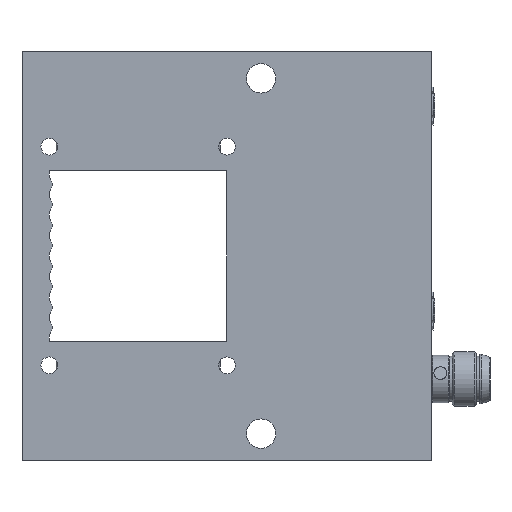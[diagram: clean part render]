
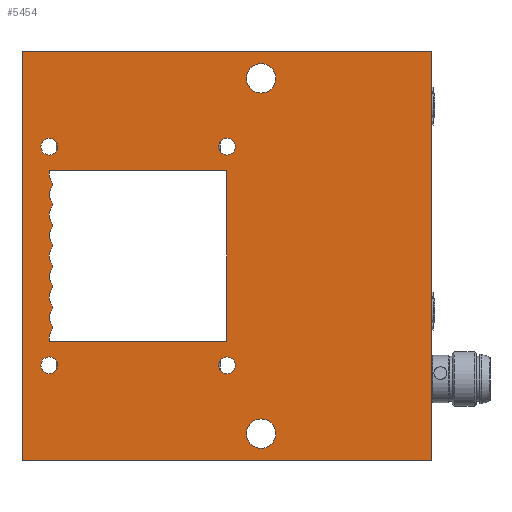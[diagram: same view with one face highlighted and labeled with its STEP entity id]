
A CAD part, left-side view. The second image highlights one B-rep face of the part: STEP entity #5454.
In plain terms, the highlighted planar face has unit normal (-1, 0, 0).
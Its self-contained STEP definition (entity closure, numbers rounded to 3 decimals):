
#286=LINE('',#8630,#708);
#297=LINE('',#8655,#719);
#299=LINE('',#8659,#721);
#300=LINE('',#8661,#722);
#301=LINE('',#8662,#723);
#302=LINE('',#8664,#724);
#303=LINE('',#8666,#725);
#304=LINE('',#8670,#726);
#305=LINE('',#8674,#727);
#306=LINE('',#8678,#728);
#307=LINE('',#8682,#729);
#308=LINE('',#8686,#730);
#309=LINE('',#8690,#731);
#310=LINE('',#8694,#732);
#311=LINE('',#8698,#733);
#708=VECTOR('',#6951,25.936);
#719=VECTOR('',#6970,60.);
#721=VECTOR('',#6974,60.);
#722=VECTOR('',#6975,60.);
#723=VECTOR('',#6976,60.);
#724=VECTOR('',#6977,25.);
#725=VECTOR('',#6978,25.936);
#726=VECTOR('',#6981,0.354);
#727=VECTOR('',#6984,0.354);
#728=VECTOR('',#6987,0.354);
#729=VECTOR('',#6990,0.354);
#730=VECTOR('',#6993,0.354);
#731=VECTOR('',#6996,0.354);
#732=VECTOR('',#6999,0.354);
#733=VECTOR('',#7002,0.354);
#959=FACE_BOUND('',#1930,.T.);
#960=FACE_BOUND('',#1931,.T.);
#961=FACE_BOUND('',#1932,.T.);
#962=FACE_BOUND('',#1933,.T.);
#963=FACE_BOUND('',#1934,.T.);
#964=FACE_BOUND('',#1935,.T.);
#965=FACE_BOUND('',#1936,.T.);
#1282=PLANE('',#5902);
#1538=FACE_OUTER_BOUND('',#1929,.T.);
#1929=EDGE_LOOP('',(#4252,#4253,#4254,#4255));
#1930=EDGE_LOOP('',(#4256,#4257,#4258,#4259,#4260,#4261,#4262,#4263,#4264,
#4265,#4266,#4267,#4268,#4269,#4270,#4271,#4272,#4273,#4274,#4275));
#1931=EDGE_LOOP('',(#4276));
#1932=EDGE_LOOP('',(#4277));
#1933=EDGE_LOOP('',(#4278));
#1934=EDGE_LOOP('',(#4279));
#1935=EDGE_LOOP('',(#4280));
#1936=EDGE_LOOP('',(#4281));
#2283=CIRCLE('',#5903,2.);
#2284=CIRCLE('',#5904,2.);
#2285=CIRCLE('',#5905,2.);
#2286=CIRCLE('',#5906,2.);
#2287=CIRCLE('',#5907,2.);
#2288=CIRCLE('',#5908,2.);
#2289=CIRCLE('',#5909,2.);
#2290=CIRCLE('',#5910,2.);
#2291=CIRCLE('',#5911,2.);
#2292=CIRCLE('',#5912,1.23);
#2293=CIRCLE('',#5913,1.23);
#2294=CIRCLE('',#5914,2.15);
#2295=CIRCLE('',#5915,2.15);
#2296=CIRCLE('',#5916,1.23);
#2297=CIRCLE('',#5917,1.23);
#2642=VERTEX_POINT('',#8625);
#2643=VERTEX_POINT('',#8628);
#2652=VERTEX_POINT('',#8652);
#2653=VERTEX_POINT('',#8654);
#2654=VERTEX_POINT('',#8658);
#2655=VERTEX_POINT('',#8660);
#2656=VERTEX_POINT('',#8663);
#2657=VERTEX_POINT('',#8665);
#2658=VERTEX_POINT('',#8667);
#2659=VERTEX_POINT('',#8669);
#2660=VERTEX_POINT('',#8671);
#2661=VERTEX_POINT('',#8673);
#2662=VERTEX_POINT('',#8675);
#2663=VERTEX_POINT('',#8677);
#2664=VERTEX_POINT('',#8679);
#2665=VERTEX_POINT('',#8681);
#2666=VERTEX_POINT('',#8683);
#2667=VERTEX_POINT('',#8685);
#2668=VERTEX_POINT('',#8687);
#2669=VERTEX_POINT('',#8689);
#2670=VERTEX_POINT('',#8691);
#2671=VERTEX_POINT('',#8693);
#2672=VERTEX_POINT('',#8695);
#2673=VERTEX_POINT('',#8697);
#2674=VERTEX_POINT('',#8700);
#2675=VERTEX_POINT('',#8702);
#2676=VERTEX_POINT('',#8704);
#2677=VERTEX_POINT('',#8706);
#2678=VERTEX_POINT('',#8708);
#2679=VERTEX_POINT('',#8710);
#3225=EDGE_CURVE('',#2642,#2643,#286,.T.);
#3236=EDGE_CURVE('',#2652,#2653,#297,.T.);
#3238=EDGE_CURVE('',#2652,#2654,#299,.T.);
#3239=EDGE_CURVE('',#2654,#2655,#300,.T.);
#3240=EDGE_CURVE('',#2653,#2655,#301,.T.);
#3241=EDGE_CURVE('',#2643,#2656,#302,.T.);
#3242=EDGE_CURVE('',#2657,#2656,#303,.T.);
#3243=EDGE_CURVE('',#2657,#2658,#2283,.T.);
#3244=EDGE_CURVE('',#2658,#2659,#304,.T.);
#3245=EDGE_CURVE('',#2659,#2660,#2284,.T.);
#3246=EDGE_CURVE('',#2660,#2661,#305,.T.);
#3247=EDGE_CURVE('',#2661,#2662,#2285,.T.);
#3248=EDGE_CURVE('',#2662,#2663,#306,.T.);
#3249=EDGE_CURVE('',#2663,#2664,#2286,.T.);
#3250=EDGE_CURVE('',#2664,#2665,#307,.T.);
#3251=EDGE_CURVE('',#2665,#2666,#2287,.T.);
#3252=EDGE_CURVE('',#2666,#2667,#308,.T.);
#3253=EDGE_CURVE('',#2667,#2668,#2288,.T.);
#3254=EDGE_CURVE('',#2668,#2669,#309,.T.);
#3255=EDGE_CURVE('',#2669,#2670,#2289,.T.);
#3256=EDGE_CURVE('',#2670,#2671,#310,.T.);
#3257=EDGE_CURVE('',#2671,#2672,#2290,.T.);
#3258=EDGE_CURVE('',#2672,#2673,#311,.T.);
#3259=EDGE_CURVE('',#2673,#2642,#2291,.T.);
#3260=EDGE_CURVE('',#2674,#2674,#2292,.T.);
#3261=EDGE_CURVE('',#2675,#2675,#2293,.T.);
#3262=EDGE_CURVE('',#2676,#2676,#2294,.T.);
#3263=EDGE_CURVE('',#2677,#2677,#2295,.T.);
#3264=EDGE_CURVE('',#2678,#2678,#2296,.T.);
#3265=EDGE_CURVE('',#2679,#2679,#2297,.T.);
#4252=ORIENTED_EDGE('',*,*,#3236,.F.);
#4253=ORIENTED_EDGE('',*,*,#3238,.T.);
#4254=ORIENTED_EDGE('',*,*,#3239,.T.);
#4255=ORIENTED_EDGE('',*,*,#3240,.F.);
#4256=ORIENTED_EDGE('',*,*,#3225,.T.);
#4257=ORIENTED_EDGE('',*,*,#3241,.T.);
#4258=ORIENTED_EDGE('',*,*,#3242,.F.);
#4259=ORIENTED_EDGE('',*,*,#3243,.T.);
#4260=ORIENTED_EDGE('',*,*,#3244,.T.);
#4261=ORIENTED_EDGE('',*,*,#3245,.T.);
#4262=ORIENTED_EDGE('',*,*,#3246,.T.);
#4263=ORIENTED_EDGE('',*,*,#3247,.T.);
#4264=ORIENTED_EDGE('',*,*,#3248,.T.);
#4265=ORIENTED_EDGE('',*,*,#3249,.T.);
#4266=ORIENTED_EDGE('',*,*,#3250,.T.);
#4267=ORIENTED_EDGE('',*,*,#3251,.T.);
#4268=ORIENTED_EDGE('',*,*,#3252,.T.);
#4269=ORIENTED_EDGE('',*,*,#3253,.T.);
#4270=ORIENTED_EDGE('',*,*,#3254,.T.);
#4271=ORIENTED_EDGE('',*,*,#3255,.T.);
#4272=ORIENTED_EDGE('',*,*,#3256,.T.);
#4273=ORIENTED_EDGE('',*,*,#3257,.T.);
#4274=ORIENTED_EDGE('',*,*,#3258,.T.);
#4275=ORIENTED_EDGE('',*,*,#3259,.T.);
#4276=ORIENTED_EDGE('',*,*,#3260,.T.);
#4277=ORIENTED_EDGE('',*,*,#3261,.T.);
#4278=ORIENTED_EDGE('',*,*,#3262,.T.);
#4279=ORIENTED_EDGE('',*,*,#3263,.T.);
#4280=ORIENTED_EDGE('',*,*,#3264,.T.);
#4281=ORIENTED_EDGE('',*,*,#3265,.T.);
#5454=ADVANCED_FACE('',(#1538,#959,#960,#961,#962,#963,#964,#965),#1282,
 .T.);
#5902=AXIS2_PLACEMENT_3D('',#8657,#6972,#6973);
#5903=AXIS2_PLACEMENT_3D('',#8668,#6979,#6980);
#5904=AXIS2_PLACEMENT_3D('',#8672,#6982,#6983);
#5905=AXIS2_PLACEMENT_3D('',#8676,#6985,#6986);
#5906=AXIS2_PLACEMENT_3D('',#8680,#6988,#6989);
#5907=AXIS2_PLACEMENT_3D('',#8684,#6991,#6992);
#5908=AXIS2_PLACEMENT_3D('',#8688,#6994,#6995);
#5909=AXIS2_PLACEMENT_3D('',#8692,#6997,#6998);
#5910=AXIS2_PLACEMENT_3D('',#8696,#7000,#7001);
#5911=AXIS2_PLACEMENT_3D('',#8699,#7003,#7004);
#5912=AXIS2_PLACEMENT_3D('',#8701,#7005,#7006);
#5913=AXIS2_PLACEMENT_3D('',#8703,#7007,#7008);
#5914=AXIS2_PLACEMENT_3D('',#8705,#7009,#7010);
#5915=AXIS2_PLACEMENT_3D('',#8707,#7011,#7012);
#5916=AXIS2_PLACEMENT_3D('',#8709,#7013,#7014);
#5917=AXIS2_PLACEMENT_3D('',#8711,#7015,#7016);
#6951=DIRECTION('',(0.,-1.,0.));
#6970=DIRECTION('',(0.,-1.,0.));
#6972=DIRECTION('center_axis',(-1.,0.,0.));
#6973=DIRECTION('ref_axis',(0.,0.,-1.));
#6974=DIRECTION('',(0.,0.,-1.));
#6975=DIRECTION('',(0.,-1.,0.));
#6976=DIRECTION('',(0.,0.,-1.));
#6977=DIRECTION('',(0.,0.,-1.));
#6978=DIRECTION('',(0.,-1.,0.));
#6979=DIRECTION('center_axis',(1.,0.,0.));
#6980=DIRECTION('ref_axis',(0.,0.,1.));
#6981=DIRECTION('',(0.,0.,1.));
#6982=DIRECTION('center_axis',(1.,0.,0.));
#6983=DIRECTION('ref_axis',(0.,0.,1.));
#6984=DIRECTION('',(0.,0.,1.));
#6985=DIRECTION('center_axis',(1.,0.,0.));
#6986=DIRECTION('ref_axis',(0.,0.,1.));
#6987=DIRECTION('',(0.,0.,1.));
#6988=DIRECTION('center_axis',(1.,0.,0.));
#6989=DIRECTION('ref_axis',(0.,0.,1.));
#6990=DIRECTION('',(0.,0.,1.));
#6991=DIRECTION('center_axis',(1.,0.,0.));
#6992=DIRECTION('ref_axis',(0.,0.,1.));
#6993=DIRECTION('',(0.,0.,1.));
#6994=DIRECTION('center_axis',(1.,0.,0.));
#6995=DIRECTION('ref_axis',(0.,0.,1.));
#6996=DIRECTION('',(0.,0.,1.));
#6997=DIRECTION('center_axis',(1.,0.,0.));
#6998=DIRECTION('ref_axis',(0.,0.,1.));
#6999=DIRECTION('',(0.,0.,1.));
#7000=DIRECTION('center_axis',(1.,0.,0.));
#7001=DIRECTION('ref_axis',(0.,0.,1.));
#7002=DIRECTION('',(0.,0.,1.));
#7003=DIRECTION('center_axis',(1.,0.,0.));
#7004=DIRECTION('ref_axis',(0.,0.,1.));
#7005=DIRECTION('center_axis',(1.,0.,0.));
#7006=DIRECTION('ref_axis',(0.,1.,0.));
#7007=DIRECTION('center_axis',(1.,0.,0.));
#7008=DIRECTION('ref_axis',(0.,1.,0.));
#7009=DIRECTION('center_axis',(1.,0.,0.));
#7010=DIRECTION('ref_axis',(0.,0.,1.));
#7011=DIRECTION('center_axis',(1.,0.,0.));
#7012=DIRECTION('ref_axis',(0.,0.,1.));
#7013=DIRECTION('center_axis',(1.,0.,0.));
#7014=DIRECTION('ref_axis',(0.,1.,0.));
#7015=DIRECTION('center_axis',(1.,0.,0.));
#7016=DIRECTION('ref_axis',(0.,1.,0.));
#8625=CARTESIAN_POINT('',(76.,91.336,95.3));
#8628=CARTESIAN_POINT('',(76.,65.4,95.3));
#8630=CARTESIAN_POINT('',(76.,93.4,95.3));
#8652=CARTESIAN_POINT('',(76.,95.4,112.8));
#8654=CARTESIAN_POINT('',(76.,35.4,112.8));
#8655=CARTESIAN_POINT('',(76.,68.4,112.8));
#8657=CARTESIAN_POINT('Origin',(76.,93.4,112.8));
#8658=CARTESIAN_POINT('',(76.,95.4,52.8));
#8659=CARTESIAN_POINT('',(76.,95.4,112.8));
#8660=CARTESIAN_POINT('',(76.,35.4,52.8));
#8661=CARTESIAN_POINT('',(76.,95.4,52.8));
#8662=CARTESIAN_POINT('',(76.,35.4,112.8));
#8663=CARTESIAN_POINT('',(76.,65.4,70.3));
#8664=CARTESIAN_POINT('',(76.,65.4,76.55));
#8665=CARTESIAN_POINT('',(76.,91.336,70.3));
#8666=CARTESIAN_POINT('',(76.,93.4,70.3));
#8667=CARTESIAN_POINT('',(76.,90.9,72.123));
#8668=CARTESIAN_POINT('Origin',(76.,89.4,70.8));
#8669=CARTESIAN_POINT('',(76.,90.9,72.477));
#8670=CARTESIAN_POINT('',(76.,90.9,95.3));
#8671=CARTESIAN_POINT('',(76.,90.9,75.123));
#8672=CARTESIAN_POINT('Origin',(76.,89.4,73.8));
#8673=CARTESIAN_POINT('',(76.,90.9,75.477));
#8674=CARTESIAN_POINT('',(76.,90.9,95.3));
#8675=CARTESIAN_POINT('',(76.,90.9,78.123));
#8676=CARTESIAN_POINT('Origin',(76.,89.4,76.8));
#8677=CARTESIAN_POINT('',(76.,90.9,78.477));
#8678=CARTESIAN_POINT('',(76.,90.9,95.3));
#8679=CARTESIAN_POINT('',(76.,90.9,81.123));
#8680=CARTESIAN_POINT('Origin',(76.,89.4,79.8));
#8681=CARTESIAN_POINT('',(76.,90.9,81.477));
#8682=CARTESIAN_POINT('',(76.,90.9,95.3));
#8683=CARTESIAN_POINT('',(76.,90.9,84.123));
#8684=CARTESIAN_POINT('Origin',(76.,89.4,82.8));
#8685=CARTESIAN_POINT('',(76.,90.9,84.477));
#8686=CARTESIAN_POINT('',(76.,90.9,95.3));
#8687=CARTESIAN_POINT('',(76.,90.9,87.123));
#8688=CARTESIAN_POINT('Origin',(76.,89.4,85.8));
#8689=CARTESIAN_POINT('',(76.,90.9,87.477));
#8690=CARTESIAN_POINT('',(76.,90.9,95.3));
#8691=CARTESIAN_POINT('',(76.,90.9,90.123));
#8692=CARTESIAN_POINT('Origin',(76.,89.4,88.8));
#8693=CARTESIAN_POINT('',(76.,90.9,90.477));
#8694=CARTESIAN_POINT('',(76.,90.9,95.3));
#8695=CARTESIAN_POINT('',(76.,90.9,93.123));
#8696=CARTESIAN_POINT('Origin',(76.,89.4,91.8));
#8697=CARTESIAN_POINT('',(76.,90.9,93.477));
#8698=CARTESIAN_POINT('',(76.,90.9,95.3));
#8699=CARTESIAN_POINT('Origin',(76.,89.4,94.8));
#8700=CARTESIAN_POINT('',(76.,90.171,66.8));
#8701=CARTESIAN_POINT('Origin',(76.,91.4,66.8));
#8702=CARTESIAN_POINT('',(76.,64.171,66.8));
#8703=CARTESIAN_POINT('Origin',(76.,65.4,66.8));
#8704=CARTESIAN_POINT('',(76.,60.4,54.65));
#8705=CARTESIAN_POINT('Origin',(76.,60.4,56.8));
#8706=CARTESIAN_POINT('',(76.,60.4,106.65));
#8707=CARTESIAN_POINT('Origin',(76.,60.4,108.8));
#8708=CARTESIAN_POINT('',(76.,66.63,98.8));
#8709=CARTESIAN_POINT('Origin',(76.,65.4,98.8));
#8710=CARTESIAN_POINT('',(76.,92.63,98.8));
#8711=CARTESIAN_POINT('Origin',(76.,91.4,98.8));
